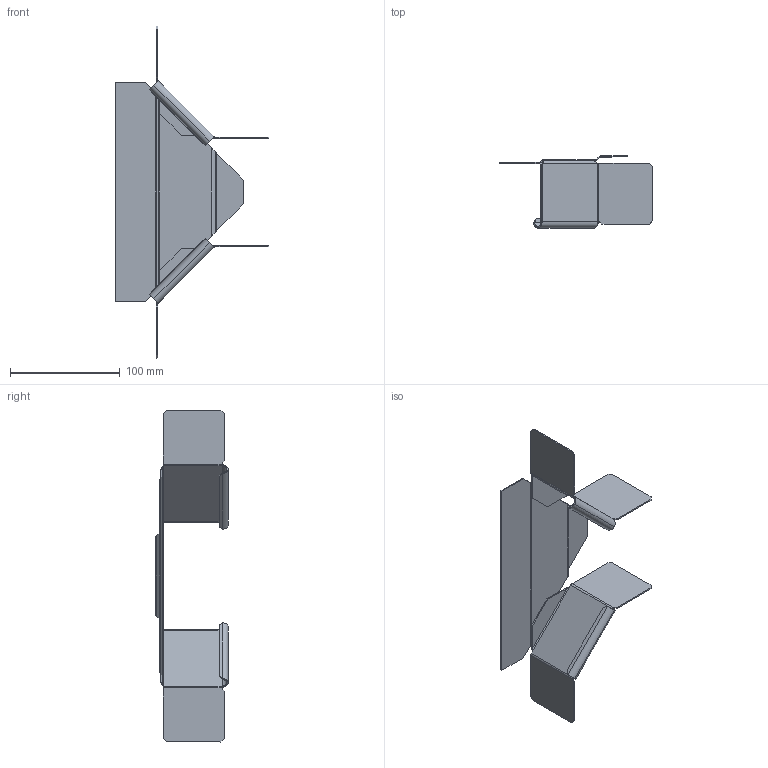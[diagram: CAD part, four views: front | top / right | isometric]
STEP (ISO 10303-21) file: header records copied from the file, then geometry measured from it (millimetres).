
FILE_DESCRIPTION((''),'2;1');
FILE_NAME('6040403_ASM','2012-06-21T',('AndreasKeweloh'),(''),'PRO/ENGINEER BY PARAMETRIC TECHNOLOGY CORPORATION, 2012060','PRO/ENGINEER BY PARAMETRIC TECHNOLOGY CORPORATION, 2012060','');
FILE_SCHEMA(('CONFIG_CONTROL_DESIGN'));
Length unit declared in the file: millimetre
Products named in the file (6): BODENBLECH-150_1; WINKELVERBINDER-90_S_0_1; WINKELVERBINDER_1_ASM_1_ASM; ANBAU-ABZWEIGST_S__CK-60X150_AS_ASM; 6040411_ORG_ASM_1_ASM; 6040403_ASM
Assembly tree (6 placements, depth 5):
  6040403_ASM
    6040411_ORG_ASM_1_ASM
      ANBAU-ABZWEIGST_S__CK-60X150_AS_ASM
        BODENBLECH-150_1
        WINKELVERBINDER_1_ASM_1_ASM  x2
          WINKELVERBINDER-90_S_0_1
Bounding box: 140.09 x 65.75 x 302.47 mm (x, y, z)
Volume: 44933.2 mm3; surface area: 79960.9 mm2
Topology: 3 solids, 3 shells, 124 faces, 318 edges, 196 vertices
Faces by surface type: plane 76, cylinder 32, bspline 12, torus 4
Entity records: 3306 total; most frequent: CARTESIAN_POINT 1404, ORIENTED_EDGE 380, DIRECTION 352, EDGE_CURVE 190, VECTOR 142, LINE 142, VERTEX_POINT 120, AXIS2_PLACEMENT_3D 105
